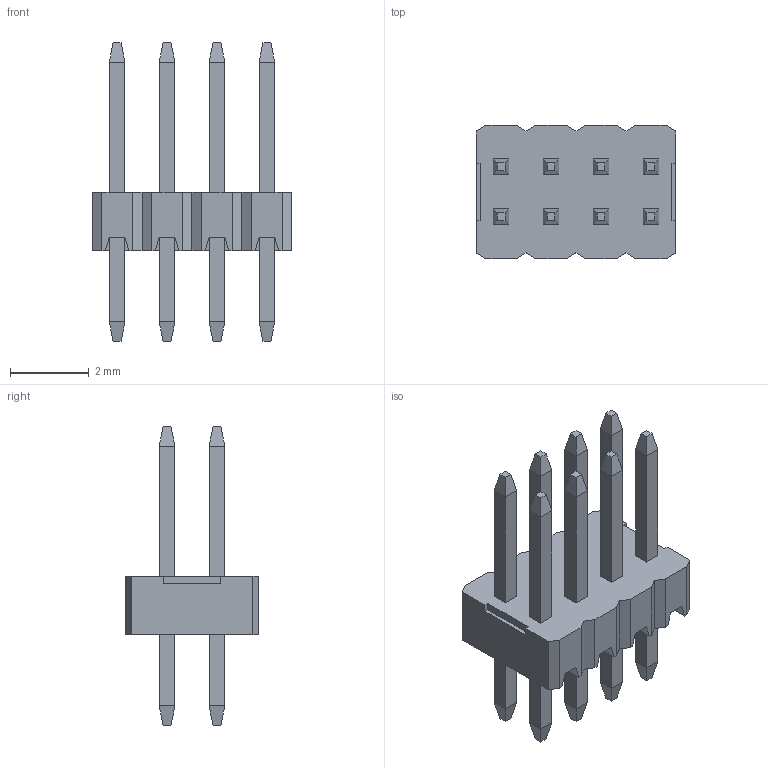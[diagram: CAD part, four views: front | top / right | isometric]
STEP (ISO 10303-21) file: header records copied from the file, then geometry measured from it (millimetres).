
FILE_DESCRIPTION( ( 'Unknown' ), '1' );
FILE_NAME( '62200821121.stp', 'Unknown', ( 'Unknown' ), ( 'Unknown' ), 'PSStep 18.0.17', 'Unknown', ' ' );
FILE_SCHEMA( ( 'AUTOMOTIVE_DESIGN { 1 0 10303 214 1 1 1 1 }' ) );
Length unit declared in the file: millimetre
Products named in the file (3): Assem1; 622xxx21121_Pin; 622x0821121_Housing
Assembly tree (9 placements, depth 2):
  Assem1
    622xxx21121_Pin  x8
    622x0821121_Housing
Bounding box: 5.08 x 3.4 x 7.6 mm (x, y, z)
Volume: 31.3 mm3; surface area: 172 mm2
Topology: 9 solids, 9 shells, 204 faces, 502 edges, 308 vertices
Faces by surface type: plane 204
Entity records: 4368 total; most frequent: CARTESIAN_POINT 618, ORIENTED_EDGE 612, DIRECTION 538, EDGE_CURVE 306, LINE 306, VECTOR 306, VERTEX_POINT 196, AXIS2_PLACEMENT_3D 116
